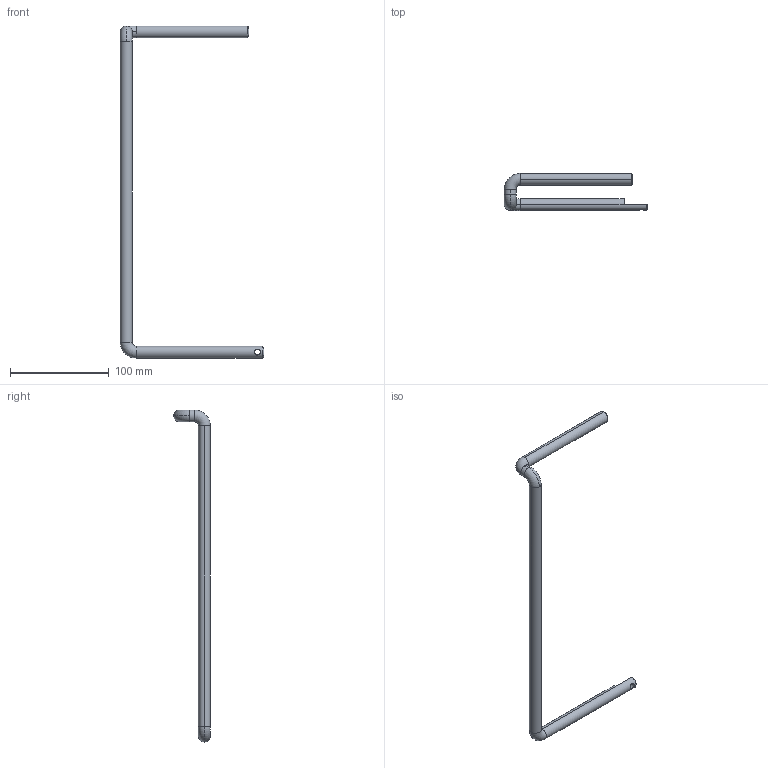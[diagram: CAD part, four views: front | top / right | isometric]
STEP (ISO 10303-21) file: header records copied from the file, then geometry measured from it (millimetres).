
FILE_DESCRIPTION (( 'STEP AP214' ), '1' );
FILE_NAME ('TME-3- KOL SOL.STEP', '2024-03-25T08:58:00', ( 'WÝn10' ), ( '' ), 'SwSTEP 2.0', 'SolidWorks 2019', '' );
FILE_SCHEMA (( 'AUTOMOTIVE_DESIGN' ));
Length unit declared in the file: millimetre
Products named in the file (1): TME-3- KOL SOL
Bounding box: 145.25 x 37 x 336 mm (x, y, z)
Volume: 66239.5 mm3; surface area: 22669.7 mm2
Topology: 1 solids, 1 shells, 23 faces, 53 edges, 32 vertices
Faces by surface type: cylinder 10, torus 6, plane 4, cone 3
Entity records: 758 total; most frequent: CARTESIAN_POINT 173, DIRECTION 132, ORIENTED_EDGE 106, AXIS2_PLACEMENT_3D 57, EDGE_CURVE 53, CIRCLE 33, VERTEX_POINT 32, EDGE_LOOP 25
